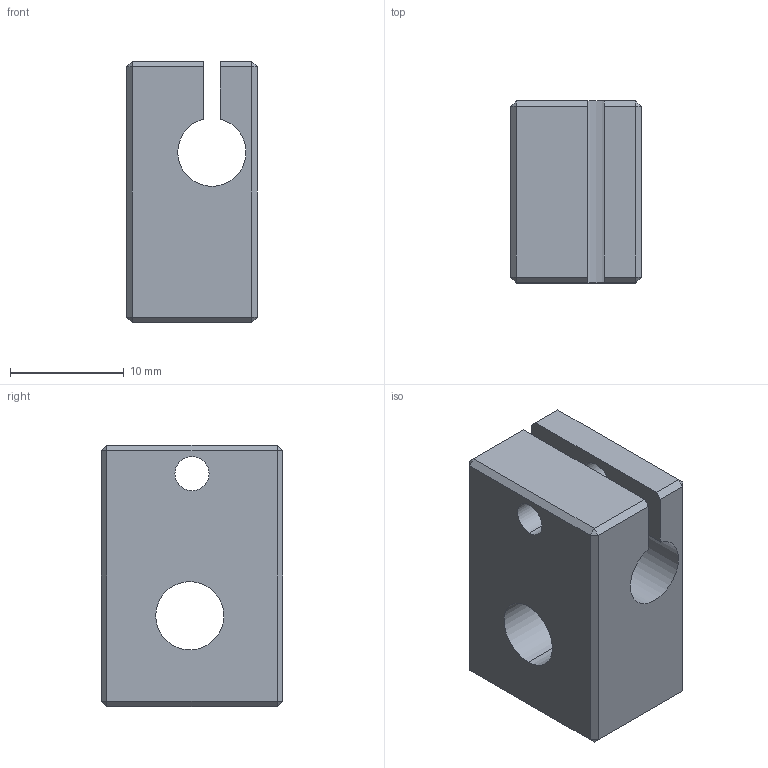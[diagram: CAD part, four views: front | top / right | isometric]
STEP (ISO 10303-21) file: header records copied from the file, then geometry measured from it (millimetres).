
FILE_DESCRIPTION (( 'STEP AP203' ), '1' );
FILE_NAME ('heatblock.STEP', '2022-02-13T11:23:37', ( '' ), ( '' ), 'SwSTEP 2.0', 'SolidWorks 2020', '' );
FILE_SCHEMA (( 'CONFIG_CONTROL_DESIGN' ));
Length unit declared in the file: millimetre
Products named in the file (1): heatblock
Bounding box: 11.5 x 16 x 23 mm (x, y, z)
Volume: 3191.4 mm3; surface area: 2206.5 mm2
Topology: 1 solids, 1 shells, 51 faces, 112 edges, 65 vertices
Faces by surface type: plane 34, cylinder 15, cone 2
Entity records: 1443 total; most frequent: DIRECTION 244, CARTESIAN_POINT 227, ORIENTED_EDGE 220, EDGE_CURVE 110, AXIS2_PLACEMENT_3D 82, VECTOR 80, LINE 80, VERTEX_POINT 65
